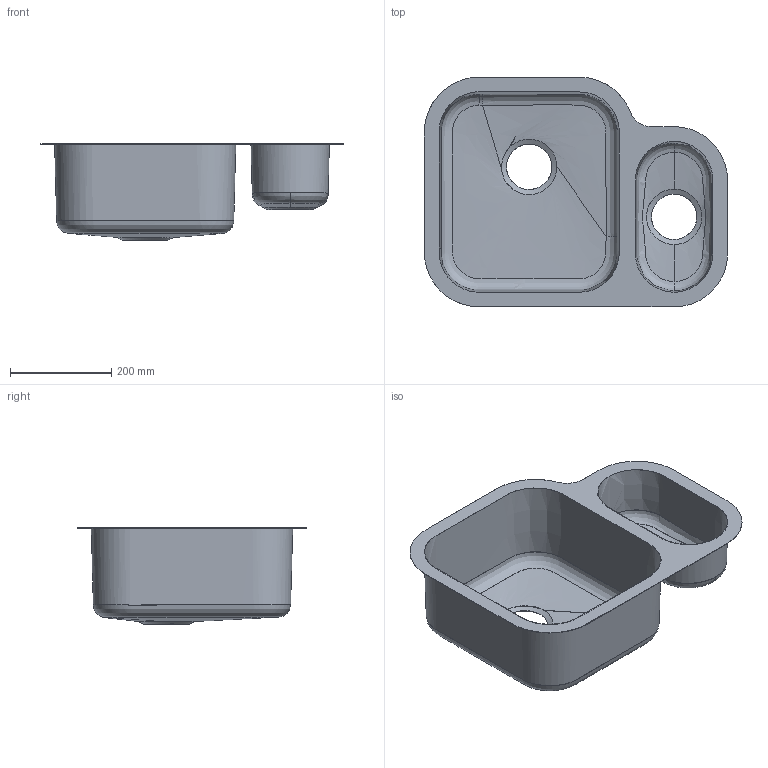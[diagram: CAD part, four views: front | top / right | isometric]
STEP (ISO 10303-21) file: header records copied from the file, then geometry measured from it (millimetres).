
FILE_DESCRIPTION(/* description */ (''),/* implementation_level */ '2;1');
FILE_NAME(/* name */ '5945',/* time_stamp */ '2020-03-09T10:39:19+08:00',/* author */ (''),/* organization */ (''),/* preprocessor_version */ 'ST-DEVELOPER v9',/* originating_system */ 'UGS - NX 4.0',/* authorisation */ '');
FILE_SCHEMA (('AUTOMOTIVE_DESIGN { 1 0 10303 214 1 1 1 1 }'));
Length unit declared in the file: millimetre
Products named in the file (1): Admi6435wign
Bounding box: 599 x 454 x 190 mm (x, y, z)
Volume: 481452 mm3; surface area: 1063966 mm2
Topology: 1 solids, 1 shells, 36 faces, 151 edges, 118 vertices
Faces by surface type: bspline 28, plane 4, extrusion 4
Entity records: 15348 total; most frequent: CARTESIAN_POINT 14474, ORIENTED_EDGE 270, EDGE_CURVE 135, B_SPLINE_CURVE_WITH_KNOTS 121, VERTEX_POINT 113, EDGE_LOOP 52, ADVANCED_FACE 36, FACE_OUTER_BOUND 26
